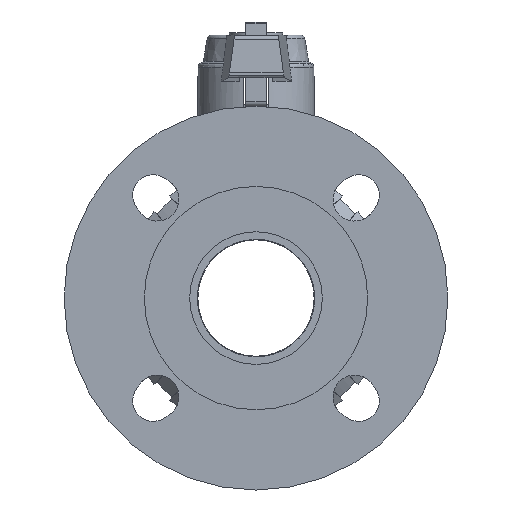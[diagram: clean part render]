
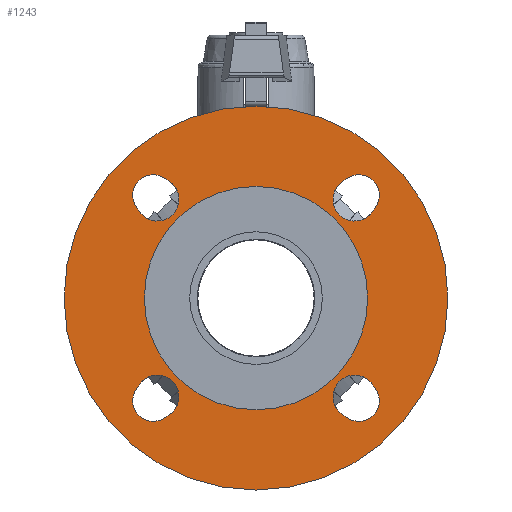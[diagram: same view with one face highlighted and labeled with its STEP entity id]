
A CAD part, left-side view. The second image highlights one B-rep face of the part: STEP entity #1243.
In plain terms, the highlighted planar face has unit normal (-1, 0, 0).
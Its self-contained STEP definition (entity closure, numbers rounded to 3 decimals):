
#1243=ADVANCED_FACE('',(#2732,#2733,#2734,#2735,#2736,#2737),#2738,.T.);
#2732=FACE_BOUND('',#4852,.T.);
#2733=FACE_BOUND('',#4853,.T.);
#2734=FACE_BOUND('',#4854,.T.);
#2735=FACE_BOUND('',#4855,.T.);
#2736=FACE_BOUND('',#4856,.T.);
#2737=FACE_OUTER_BOUND('',#4857,.T.);
#2738=PLANE('',#4858);
#4852=EDGE_LOOP('',(#8299,#8300,#8301,#8302,#8303));
#4853=EDGE_LOOP('',(#8304,#8305,#8306,#8307,#8308));
#4854=EDGE_LOOP('',(#8309,#8310,#8311,#8312,#8313));
#4855=EDGE_LOOP('',(#8314,#8315,#8316,#8317,#8318));
#4856=EDGE_LOOP('',(#8319,#8320));
#4857=EDGE_LOOP('',(#8321,#8322));
#4858=AXIS2_PLACEMENT_3D('',#8323,#8324,#8325);
#8299=ORIENTED_EDGE('',*,*,#12507,.T.);
#8300=ORIENTED_EDGE('',*,*,#12503,.T.);
#8301=ORIENTED_EDGE('',*,*,#12494,.T.);
#8302=ORIENTED_EDGE('',*,*,#12500,.T.);
#8303=ORIENTED_EDGE('',*,*,#12511,.T.);
#8304=ORIENTED_EDGE('',*,*,#12522,.T.);
#8305=ORIENTED_EDGE('',*,*,#12518,.T.);
#8306=ORIENTED_EDGE('',*,*,#12489,.T.);
#8307=ORIENTED_EDGE('',*,*,#12515,.T.);
#8308=ORIENTED_EDGE('',*,*,#12526,.T.);
#8309=ORIENTED_EDGE('',*,*,#12537,.T.);
#8310=ORIENTED_EDGE('',*,*,#12533,.T.);
#8311=ORIENTED_EDGE('',*,*,#12484,.T.);
#8312=ORIENTED_EDGE('',*,*,#12530,.T.);
#8313=ORIENTED_EDGE('',*,*,#12541,.T.);
#8314=ORIENTED_EDGE('',*,*,#12552,.T.);
#8315=ORIENTED_EDGE('',*,*,#12548,.T.);
#8316=ORIENTED_EDGE('',*,*,#12479,.T.);
#8317=ORIENTED_EDGE('',*,*,#12545,.T.);
#8318=ORIENTED_EDGE('',*,*,#12556,.T.);
#8319=ORIENTED_EDGE('',*,*,#12454,.F.);
#8320=ORIENTED_EDGE('',*,*,#12573,.F.);
#8321=ORIENTED_EDGE('',*,*,#12461,.T.);
#8322=ORIENTED_EDGE('',*,*,#12571,.T.);
#8323=CARTESIAN_POINT('',(-113.9,0.0,129.25));
#8324=DIRECTION('',(-1.0,0.0,0.0));
#8325=DIRECTION('',(0.0,0.0,1.0));
#12454=EDGE_CURVE('',#15037,#15040,#15041,.T.);
#12461=EDGE_CURVE('',#15047,#15051,#15053,.T.);
#12479=EDGE_CURVE('',#15085,#15082,#15086,.T.);
#12484=EDGE_CURVE('',#15094,#15091,#15095,.T.);
#12489=EDGE_CURVE('',#15103,#15100,#15104,.T.);
#12494=EDGE_CURVE('',#15112,#15109,#15113,.T.);
#12500=EDGE_CURVE('',#15109,#15120,#15122,.T.);
#12503=EDGE_CURVE('',#15126,#15112,#15127,.T.);
#12507=EDGE_CURVE('',#15132,#15126,#15133,.T.);
#12511=EDGE_CURVE('',#15120,#15132,#15137,.T.);
#12515=EDGE_CURVE('',#15100,#15141,#15143,.T.);
#12518=EDGE_CURVE('',#15147,#15103,#15148,.T.);
#12522=EDGE_CURVE('',#15153,#15147,#15154,.T.);
#12526=EDGE_CURVE('',#15141,#15153,#15158,.T.);
#12530=EDGE_CURVE('',#15091,#15162,#15164,.T.);
#12533=EDGE_CURVE('',#15168,#15094,#15169,.T.);
#12537=EDGE_CURVE('',#15174,#15168,#15175,.T.);
#12541=EDGE_CURVE('',#15162,#15174,#15179,.T.);
#12545=EDGE_CURVE('',#15082,#15183,#15185,.T.);
#12548=EDGE_CURVE('',#15189,#15085,#15190,.T.);
#12552=EDGE_CURVE('',#15195,#15189,#15196,.T.);
#12556=EDGE_CURVE('',#15183,#15195,#15200,.T.);
#12571=EDGE_CURVE('',#15051,#15047,#15215,.T.);
#12573=EDGE_CURVE('',#15040,#15037,#15217,.T.);
#15037=VERTEX_POINT('',#19533);
#15040=VERTEX_POINT('',#19537);
#15041=CIRCLE('',#19538,48.0);
#15047=VERTEX_POINT('',#19545);
#15051=VERTEX_POINT('',#19550);
#15053=CIRCLE('',#19553,82.5);
#15082=VERTEX_POINT('',#19588);
#15085=VERTEX_POINT('',#19592);
#15086=CIRCLE('',#19593,9.317);
#15091=VERTEX_POINT('',#19599);
#15094=VERTEX_POINT('',#19603);
#15095=CIRCLE('',#19604,9.317);
#15100=VERTEX_POINT('',#19610);
#15103=VERTEX_POINT('',#19614);
#15104=CIRCLE('',#19615,9.317);
#15109=VERTEX_POINT('',#19621);
#15112=VERTEX_POINT('',#19625);
#15113=CIRCLE('',#19626,9.317);
#15120=VERTEX_POINT('',#19634);
#15122=CIRCLE('',#19637,9.317);
#15126=VERTEX_POINT('',#19642);
#15127=LINE('',#19643,#19644);
#15132=VERTEX_POINT('',#19650);
#15133=CIRCLE('',#19651,8.817);
#15137=LINE('',#19657,#19658);
#15141=VERTEX_POINT('',#19662);
#15143=CIRCLE('',#19665,9.317);
#15147=VERTEX_POINT('',#19670);
#15148=LINE('',#19671,#19672);
#15153=VERTEX_POINT('',#19678);
#15154=CIRCLE('',#19679,8.817);
#15158=LINE('',#19685,#19686);
#15162=VERTEX_POINT('',#19690);
#15164=CIRCLE('',#19693,9.317);
#15168=VERTEX_POINT('',#19698);
#15169=LINE('',#19699,#19700);
#15174=VERTEX_POINT('',#19706);
#15175=CIRCLE('',#19707,8.817);
#15179=LINE('',#19713,#19714);
#15183=VERTEX_POINT('',#19718);
#15185=CIRCLE('',#19721,9.317);
#15189=VERTEX_POINT('',#19726);
#15190=LINE('',#19727,#19728);
#15195=VERTEX_POINT('',#19734);
#15196=CIRCLE('',#19735,8.817);
#15200=LINE('',#19741,#19742);
#15215=CIRCLE('',#19757,82.5);
#15217=CIRCLE('',#19759,48.0);
#19533=CARTESIAN_POINT('',(-113.9,0.0,112.0));
#19537=CARTESIAN_POINT('',(-113.9,0.,16.0));
#19538=AXIS2_PLACEMENT_3D('',#24944,#24945,#24946);
#19545=CARTESIAN_POINT('',(-113.9,0.0,146.5));
#19550=CARTESIAN_POINT('',(-113.9,0.,-18.5));
#19553=AXIS2_PLACEMENT_3D('',#24956,#24957,#24958);
#19588=CARTESIAN_POINT('',(-113.9,47.564,98.654));
#19592=CARTESIAN_POINT('',(-113.9,37.289,114.199));
#19593=AXIS2_PLACEMENT_3D('',#24984,#24985,#24986);
#19599=CARTESIAN_POINT('',(-113.9,-34.654,111.564));
#19603=CARTESIAN_POINT('',(-113.9,-50.199,101.289));
#19604=AXIS2_PLACEMENT_3D('',#24992,#24993,#24994);
#19610=CARTESIAN_POINT('',(-113.9,-47.564,29.346));
#19614=CARTESIAN_POINT('',(-113.9,-37.289,13.801));
#19615=AXIS2_PLACEMENT_3D('',#25000,#25001,#25002);
#19621=CARTESIAN_POINT('',(-113.9,34.654,16.436));
#19625=CARTESIAN_POINT('',(-113.9,50.199,26.711));
#19626=AXIS2_PLACEMENT_3D('',#25008,#25009,#25010);
#19634=CARTESIAN_POINT('',(-113.9,37.289,13.801));
#19637=AXIS2_PLACEMENT_3D('',#25019,#25020,#25021);
#19642=CARTESIAN_POINT('',(-113.9,51.549,24.667));
#19643=CARTESIAN_POINT('',(-113.9,19.321,73.427));
#19644=VECTOR('',#25023,1.0);
#19650=CARTESIAN_POINT('',(-113.9,39.333,12.451));
#19651=AXIS2_PLACEMENT_3D('',#25028,#25029,#25030);
#19657=CARTESIAN_POINT('',(-113.9,-1.729,39.591));
#19658=VECTOR('',#25033,1.0);
#19662=CARTESIAN_POINT('',(-113.9,-50.199,26.711));
#19665=AXIS2_PLACEMENT_3D('',#25038,#25039,#25040);
#19670=CARTESIAN_POINT('',(-113.9,-39.333,12.451));
#19671=CARTESIAN_POINT('',(-113.9,1.729,39.591));
#19672=VECTOR('',#25042,1.0);
#19678=CARTESIAN_POINT('',(-113.9,-51.549,24.667));
#19679=AXIS2_PLACEMENT_3D('',#25047,#25048,#25049);
#19685=CARTESIAN_POINT('',(-113.9,-19.321,73.427));
#19686=VECTOR('',#25052,1.0);
#19690=CARTESIAN_POINT('',(-113.9,-37.289,114.199));
#19693=AXIS2_PLACEMENT_3D('',#25057,#25058,#25059);
#19698=CARTESIAN_POINT('',(-113.9,-51.549,103.333));
#19699=CARTESIAN_POINT('',(-113.9,-49.336,99.984));
#19700=VECTOR('',#25061,1.0);
#19706=CARTESIAN_POINT('',(-113.9,-39.333,115.549));
#19707=AXIS2_PLACEMENT_3D('',#25066,#25067,#25068);
#19713=CARTESIAN_POINT('',(-113.9,-28.286,108.248));
#19714=VECTOR('',#25071,1.0);
#19718=CARTESIAN_POINT('',(-113.9,50.199,101.289));
#19721=AXIS2_PLACEMENT_3D('',#25076,#25077,#25078);
#19726=CARTESIAN_POINT('',(-113.9,39.333,115.549));
#19727=CARTESIAN_POINT('',(-113.9,28.286,108.248));
#19728=VECTOR('',#25080,1.0);
#19734=CARTESIAN_POINT('',(-113.9,51.549,103.333));
#19735=AXIS2_PLACEMENT_3D('',#25085,#25086,#25087);
#19741=CARTESIAN_POINT('',(-113.9,49.336,99.984));
#19742=VECTOR('',#25090,1.0);
#19757=AXIS2_PLACEMENT_3D('',#25112,#25113,#25114);
#19759=AXIS2_PLACEMENT_3D('',#25115,#25116,#25117);
#24944=CARTESIAN_POINT('',(-113.9,0.0,64.0));
#24945=DIRECTION('',(-1.0,0.0,0.0));
#24946=DIRECTION('',(0.0,0.0,1.0));
#24956=CARTESIAN_POINT('',(-113.9,0.0,64.0));
#24957=DIRECTION('',(-1.0,0.0,0.0));
#24958=DIRECTION('',(0.0,0.0,1.0));
#24984=CARTESIAN_POINT('',(-113.9,42.426,106.426));
#24985=DIRECTION('',(1.0,0.0,-0.0));
#24986=DIRECTION('',(0.0,-0.551,0.834));
#24992=CARTESIAN_POINT('',(-113.9,-42.426,106.426));
#24993=DIRECTION('',(1.0,0.0,0.0));
#24994=DIRECTION('',(0.0,-0.834,-0.551));
#25000=CARTESIAN_POINT('',(-113.9,-42.426,21.574));
#25001=DIRECTION('',(1.0,-0.0,0.0));
#25002=DIRECTION('',(0.0,0.551,-0.834));
#25008=CARTESIAN_POINT('',(-113.9,42.426,21.574));
#25009=DIRECTION('',(1.0,0.0,-0.0));
#25010=DIRECTION('',(0.0,0.834,0.551));
#25019=CARTESIAN_POINT('',(-113.9,42.426,21.574));
#25020=DIRECTION('',(1.0,0.0,-0.0));
#25021=DIRECTION('',(0.0,0.834,0.551));
#25023=DIRECTION('',(0.0,-0.551,0.834));
#25028=CARTESIAN_POINT('',(-113.9,44.194,19.806));
#25029=DIRECTION('',(1.0,0.0,0.0));
#25030=DIRECTION('',(0.0,-0.551,-0.834));
#25033=DIRECTION('',(0.0,0.834,-0.551));
#25038=CARTESIAN_POINT('',(-113.9,-42.426,21.574));
#25039=DIRECTION('',(1.0,-0.0,0.0));
#25040=DIRECTION('',(0.0,0.551,-0.834));
#25042=DIRECTION('',(0.0,0.834,0.551));
#25047=CARTESIAN_POINT('',(-113.9,-44.194,19.806));
#25048=DIRECTION('',(1.0,0.0,-0.0));
#25049=DIRECTION('',(0.0,-0.834,0.551));
#25052=DIRECTION('',(-0.0,-0.551,-0.834));
#25057=CARTESIAN_POINT('',(-113.9,-42.426,106.426));
#25058=DIRECTION('',(1.0,0.0,0.0));
#25059=DIRECTION('',(0.0,-0.834,-0.551));
#25061=DIRECTION('',(0.0,0.551,-0.834));
#25066=CARTESIAN_POINT('',(-113.9,-44.194,108.194));
#25067=DIRECTION('',(1.0,0.0,-0.0));
#25068=DIRECTION('',(0.0,0.551,0.834));
#25071=DIRECTION('',(0.0,-0.834,0.551));
#25076=CARTESIAN_POINT('',(-113.9,42.426,106.426));
#25077=DIRECTION('',(1.0,0.0,-0.0));
#25078=DIRECTION('',(0.0,-0.551,0.834));
#25080=DIRECTION('',(-0.0,-0.834,-0.551));
#25085=CARTESIAN_POINT('',(-113.9,44.194,108.194));
#25086=DIRECTION('',(1.0,-0.0,0.0));
#25087=DIRECTION('',(0.0,0.834,-0.551));
#25090=DIRECTION('',(0.0,0.551,0.834));
#25112=CARTESIAN_POINT('',(-113.9,0.0,64.0));
#25113=DIRECTION('',(-1.0,0.0,0.0));
#25114=DIRECTION('',(0.0,0.0,1.0));
#25115=CARTESIAN_POINT('',(-113.9,0.0,64.0));
#25116=DIRECTION('',(-1.0,0.0,0.0));
#25117=DIRECTION('',(0.0,0.0,1.0));
